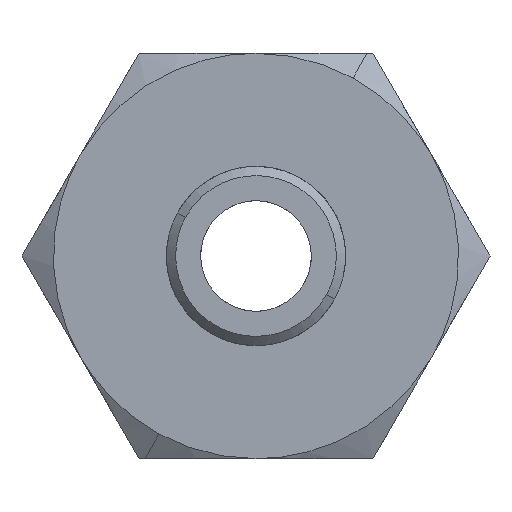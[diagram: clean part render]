
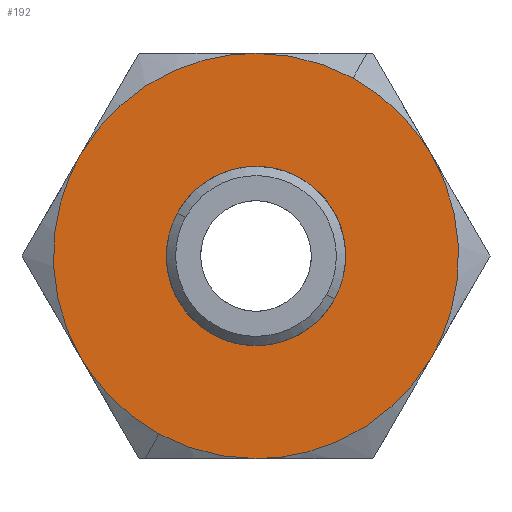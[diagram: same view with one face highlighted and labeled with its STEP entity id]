
A CAD part, front view. The second image highlights one B-rep face of the part: STEP entity #192.
In plain terms, the highlighted planar face has unit normal (0, -1, 0).
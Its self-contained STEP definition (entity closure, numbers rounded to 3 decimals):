
#12=FACE_BOUND('',#264,.T.);
#36=(
BOUNDED_CURVE()
B_SPLINE_CURVE(2,(#1606,#1607,#1608),.UNSPECIFIED.,.F.,.F.)
B_SPLINE_CURVE_WITH_KNOTS((3,3),(0.,6.019),.UNSPECIFIED.)
CURVE()
GEOMETRIC_REPRESENTATION_ITEM()
RATIONAL_B_SPLINE_CURVE((1.,0.963,1.))
REPRESENTATION_ITEM('')
);
#37=(
BOUNDED_CURVE()
B_SPLINE_CURVE(2,(#1609,#1610,#1611,#1612,#1613),.UNSPECIFIED.,.F.,.F.)
B_SPLINE_CURVE_WITH_KNOTS((3,2,3),(-15.281,-7.64,
0.),.UNSPECIFIED.)
CURVE()
GEOMETRIC_REPRESENTATION_ITEM()
RATIONAL_B_SPLINE_CURVE((1.,0.707,1.,0.707,1.))
REPRESENTATION_ITEM('')
);
#38=(
BOUNDED_CURVE()
B_SPLINE_CURVE(2,(#1614,#1615,#1616,#1617,#1618),.UNSPECIFIED.,.F.,.F.)
B_SPLINE_CURVE_WITH_KNOTS((3,2,3),(-15.281,-7.64,
0.),.UNSPECIFIED.)
CURVE()
GEOMETRIC_REPRESENTATION_ITEM()
RATIONAL_B_SPLINE_CURVE((1.,0.707,1.,0.707,1.))
REPRESENTATION_ITEM('')
);
#39=(
BOUNDED_CURVE()
B_SPLINE_CURVE(2,(#1619,#1620,#1621),.UNSPECIFIED.,.F.,.F.)
B_SPLINE_CURVE_WITH_KNOTS((3,3),(0.,6.019),.UNSPECIFIED.)
CURVE()
GEOMETRIC_REPRESENTATION_ITEM()
RATIONAL_B_SPLINE_CURVE((1.,0.963,1.))
REPRESENTATION_ITEM('')
);
#40=(
BOUNDED_CURVE()
B_SPLINE_CURVE(2,(#1622,#1623,#1624),.UNSPECIFIED.,.F.,.F.)
B_SPLINE_CURVE_WITH_KNOTS((3,3),(0.,5.5),.UNSPECIFIED.)
CURVE()
GEOMETRIC_REPRESENTATION_ITEM()
RATIONAL_B_SPLINE_CURVE((1.,0.969,1.))
REPRESENTATION_ITEM('')
);
#41=(
BOUNDED_CURVE()
B_SPLINE_CURVE(2,(#1625,#1626,#1627),.UNSPECIFIED.,.F.,.F.)
B_SPLINE_CURVE_WITH_KNOTS((3,3),(0.,11.519),.UNSPECIFIED.)
CURVE()
GEOMETRIC_REPRESENTATION_ITEM()
RATIONAL_B_SPLINE_CURVE((1.,0.866,1.))
REPRESENTATION_ITEM('')
);
#42=(
BOUNDED_CURVE()
B_SPLINE_CURVE(2,(#1628,#1629,#1630),.UNSPECIFIED.,.F.,.F.)
B_SPLINE_CURVE_WITH_KNOTS((3,3),(0.,11.519),.UNSPECIFIED.)
CURVE()
GEOMETRIC_REPRESENTATION_ITEM()
RATIONAL_B_SPLINE_CURVE((1.,0.866,1.))
REPRESENTATION_ITEM('')
);
#43=(
BOUNDED_CURVE()
B_SPLINE_CURVE(2,(#1631,#1632,#1633),.UNSPECIFIED.,.F.,.F.)
B_SPLINE_CURVE_WITH_KNOTS((3,3),(0.,5.5),.UNSPECIFIED.)
CURVE()
GEOMETRIC_REPRESENTATION_ITEM()
RATIONAL_B_SPLINE_CURVE((1.,0.969,1.))
REPRESENTATION_ITEM('')
);
#44=(
BOUNDED_CURVE()
B_SPLINE_CURVE(2,(#1634,#1635,#1636),.UNSPECIFIED.,.F.,.F.)
B_SPLINE_CURVE_WITH_KNOTS((3,3),(0.,11.519),.UNSPECIFIED.)
CURVE()
GEOMETRIC_REPRESENTATION_ITEM()
RATIONAL_B_SPLINE_CURVE((1.,0.866,1.))
REPRESENTATION_ITEM('')
);
#45=(
BOUNDED_CURVE()
B_SPLINE_CURVE(2,(#1637,#1638,#1639),.UNSPECIFIED.,.F.,.F.)
B_SPLINE_CURVE_WITH_KNOTS((3,3),(0.,11.519),.UNSPECIFIED.)
CURVE()
GEOMETRIC_REPRESENTATION_ITEM()
RATIONAL_B_SPLINE_CURVE((1.,0.866,1.))
REPRESENTATION_ITEM('')
);
#192=ADVANCED_FACE('',(#227,#12),#864,.T.);
#227=FACE_OUTER_BOUND('',#263,.T.);
#263=EDGE_LOOP('',(#358,#359,#360,#361,#362,#363,#364,#365));
#264=EDGE_LOOP('',(#366,#367));
#358=ORIENTED_EDGE('',*,*,#522,.F.);
#359=ORIENTED_EDGE('',*,*,#523,.F.);
#360=ORIENTED_EDGE('',*,*,#524,.F.);
#361=ORIENTED_EDGE('',*,*,#518,.F.);
#362=ORIENTED_EDGE('',*,*,#525,.F.);
#363=ORIENTED_EDGE('',*,*,#527,.F.);
#364=ORIENTED_EDGE('',*,*,#526,.F.);
#365=ORIENTED_EDGE('',*,*,#521,.F.);
#366=ORIENTED_EDGE('',*,*,#520,.F.);
#367=ORIENTED_EDGE('',*,*,#519,.F.);
#518=EDGE_CURVE('',#777,#776,#36,.T.);
#519=EDGE_CURVE('',#783,#782,#37,.T.);
#520=EDGE_CURVE('',#782,#783,#38,.T.);
#521=EDGE_CURVE('',#778,#779,#39,.T.);
#522=EDGE_CURVE('',#780,#778,#40,.T.);
#523=EDGE_CURVE('',#781,#780,#41,.T.);
#524=EDGE_CURVE('',#776,#781,#42,.T.);
#525=EDGE_CURVE('',#775,#777,#43,.T.);
#526=EDGE_CURVE('',#779,#774,#44,.T.);
#527=EDGE_CURVE('',#774,#775,#45,.T.);
#774=VERTEX_POINT('',#1596);
#775=VERTEX_POINT('',#1597);
#776=VERTEX_POINT('',#1598);
#777=VERTEX_POINT('',#1599);
#778=VERTEX_POINT('',#1600);
#779=VERTEX_POINT('',#1601);
#780=VERTEX_POINT('',#1602);
#781=VERTEX_POINT('',#1603);
#782=VERTEX_POINT('',#1604);
#783=VERTEX_POINT('',#1605);
#864=PLANE('',#961);
#961=AXIS2_PLACEMENT_3D('',#1595,#973,$);
#973=DIRECTION('',(0.,-1.,0.));
#1595=CARTESIAN_POINT('',(-15.302,6.,13.26));
#1596=CARTESIAN_POINT('',(9.526,6.,-5.5));
#1597=CARTESIAN_POINT('',(0.,6.,-11.));
#1598=CARTESIAN_POINT('',(-9.526,6.,-5.5));
#1599=CARTESIAN_POINT('',(-5.274,6.,-9.653));
#1600=CARTESIAN_POINT('',(5.274,6.,9.653));
#1601=CARTESIAN_POINT('',(9.526,6.,5.5));
#1602=CARTESIAN_POINT('',(0.,6.,11.));
#1603=CARTESIAN_POINT('',(-9.526,6.,5.5));
#1604=CARTESIAN_POINT('',(-4.269,6.,2.332));
#1605=CARTESIAN_POINT('',(4.269,6.,-2.332));
#1606=CARTESIAN_POINT('',(-5.274,6.,-9.653));
#1607=CARTESIAN_POINT('',(-7.983,6.,-8.173));
#1608=CARTESIAN_POINT('',(-9.526,6.,-5.5));
#1609=CARTESIAN_POINT('',(4.269,6.,-2.332));
#1610=CARTESIAN_POINT('',(6.6,6.,1.937));
#1611=CARTESIAN_POINT('',(2.332,6.,4.269));
#1612=CARTESIAN_POINT('',(-1.937,6.,6.6));
#1613=CARTESIAN_POINT('',(-4.269,6.,2.332));
#1614=CARTESIAN_POINT('',(-4.269,6.,2.332));
#1615=CARTESIAN_POINT('',(-6.6,6.,-1.937));
#1616=CARTESIAN_POINT('',(-2.332,6.,-4.269));
#1617=CARTESIAN_POINT('',(1.937,6.,-6.6));
#1618=CARTESIAN_POINT('',(4.269,6.,-2.332));
#1619=CARTESIAN_POINT('',(5.274,6.,9.653));
#1620=CARTESIAN_POINT('',(7.983,6.,8.173));
#1621=CARTESIAN_POINT('',(9.526,6.,5.5));
#1622=CARTESIAN_POINT('',(0.,6.,11.));
#1623=CARTESIAN_POINT('',(2.809,6.,11.));
#1624=CARTESIAN_POINT('',(5.274,6.,9.653));
#1625=CARTESIAN_POINT('',(-9.526,6.,5.5));
#1626=CARTESIAN_POINT('',(-6.351,6.,11.));
#1627=CARTESIAN_POINT('',(0.,6.,11.));
#1628=CARTESIAN_POINT('',(-9.526,6.,-5.5));
#1629=CARTESIAN_POINT('',(-12.702,6.,0.));
#1630=CARTESIAN_POINT('',(-9.526,6.,5.5));
#1631=CARTESIAN_POINT('',(0.,6.,-11.));
#1632=CARTESIAN_POINT('',(-2.809,6.,-11.));
#1633=CARTESIAN_POINT('',(-5.274,6.,-9.653));
#1634=CARTESIAN_POINT('',(9.526,6.,5.5));
#1635=CARTESIAN_POINT('',(12.702,6.,0.));
#1636=CARTESIAN_POINT('',(9.526,6.,-5.5));
#1637=CARTESIAN_POINT('',(9.526,6.,-5.5));
#1638=CARTESIAN_POINT('',(6.351,6.,-11.));
#1639=CARTESIAN_POINT('',(0.,6.,-11.));
